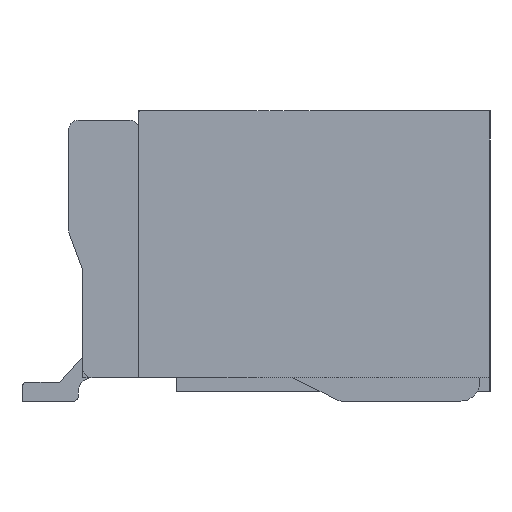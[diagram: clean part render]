
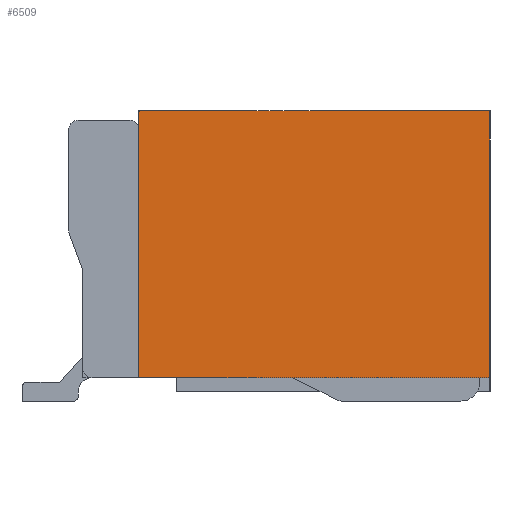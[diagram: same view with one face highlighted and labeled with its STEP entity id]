
A CAD part, left-side view. The second image highlights one B-rep face of the part: STEP entity #6509.
In plain terms, the highlighted planar face has unit normal (-1, 0, 0).
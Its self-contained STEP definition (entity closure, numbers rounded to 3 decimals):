
#244=ORIENTED_EDGE('',*,*,#1572,.F.);
#245=ORIENTED_EDGE('',*,*,#1587,.T.);
#246=ORIENTED_EDGE('',*,*,#1634,.T.);
#247=ORIENTED_EDGE('',*,*,#1635,.T.);
#1572=EDGE_CURVE('',#2268,#2269,#2716,.T.);
#1587=EDGE_CURVE('',#2268,#2282,#2731,.T.);
#1634=EDGE_CURVE('',#2282,#2328,#2778,.T.);
#1635=EDGE_CURVE('',#2328,#2269,#2779,.T.);
#2268=VERTEX_POINT('',#8493);
#2269=VERTEX_POINT('',#8495);
#2282=VERTEX_POINT('',#8523);
#2328=VERTEX_POINT('',#8618);
#2716=LINE('',#8494,#3332);
#2731=LINE('',#8524,#3347);
#2778=LINE('',#8617,#3394);
#2779=LINE('',#8619,#3395);
#3332=VECTOR('',#7157,1000.);
#3347=VECTOR('',#7174,1000.);
#3394=VECTOR('',#7223,1000.);
#3395=VECTOR('',#7224,1000.);
#3916=EDGE_LOOP('',(#244,#245,#246,#247));
#4188=FACE_BOUND('',#3916,.T.);
#4458=PLANE('',#6777);
#6509=ADVANCED_FACE('',(#4188),#4458,.T.);
#6777=AXIS2_PLACEMENT_3D('',#8616,#7221,#7222);
#7157=DIRECTION('',(0.,0.,1.));
#7174=DIRECTION('',(0.,-1.,0.));
#7221=DIRECTION('',(-1.,0.,0.));
#7222=DIRECTION('',(0.,0.,1.));
#7223=DIRECTION('',(0.,0.,1.));
#7224=DIRECTION('',(0.,1.,0.));
#8493=CARTESIAN_POINT('',(-5.,1.575,-1.35));
#8494=CARTESIAN_POINT('',(-5.,1.575,-9.81));
#8495=CARTESIAN_POINT('',(-5.,1.575,1.5));
#8523=CARTESIAN_POINT('',(-5.,-2.175,-1.35));
#8524=CARTESIAN_POINT('',(-5.,2.175,-1.35));
#8616=CARTESIAN_POINT('',(-5.,0.,0.));
#8617=CARTESIAN_POINT('',(-5.,-2.175,-1.5));
#8618=CARTESIAN_POINT('',(-5.,-2.175,1.5));
#8619=CARTESIAN_POINT('',(-5.,-2.175,1.5));
